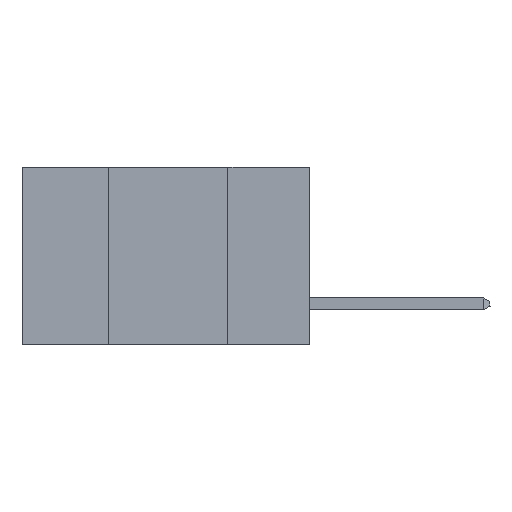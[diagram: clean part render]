
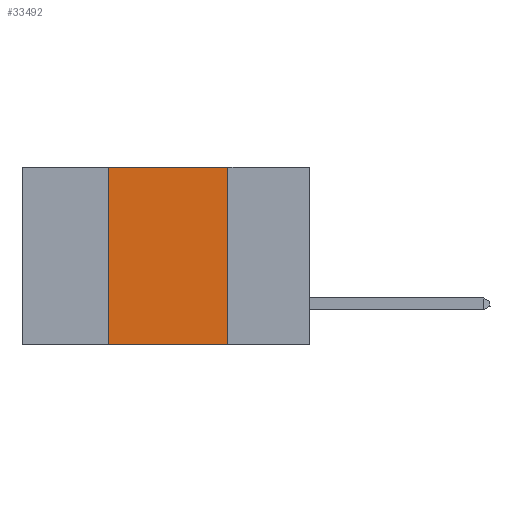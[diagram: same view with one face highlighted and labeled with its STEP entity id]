
A CAD part, left-side view. The second image highlights one B-rep face of the part: STEP entity #33492.
In plain terms, the highlighted planar face has unit normal (-1, 0, 0).
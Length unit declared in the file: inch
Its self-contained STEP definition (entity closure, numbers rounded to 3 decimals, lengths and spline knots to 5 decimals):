
#258 = VERTEX_POINT ( 'NONE', #11086 ) ;
#758 = ORIENTED_EDGE ( 'NONE', *, *, #41664, .F. ) ;
#1524 = ORIENTED_EDGE ( 'NONE', *, *, #23774, .F. ) ;
#2193 = FACE_OUTER_BOUND ( 'NONE', #44660, .T. ) ;
#2579 = AXIS2_PLACEMENT_3D ( 'NONE', #4109, #30913, #49754 ) ;
#4109 = CARTESIAN_POINT ( 'NONE',  ( 0., 0.6, 0. ) ) ;
#10181 = VERTEX_POINT ( 'NONE', #22142 ) ;
#11086 = CARTESIAN_POINT ( 'NONE',  ( 0., 0.17, -0.37 ) ) ;
#11620 = LINE ( 'NONE', #40534, #38582 ) ;
#13565 = ORIENTED_EDGE ( 'NONE', *, *, #47337, .T. ) ;
#14944 = CARTESIAN_POINT ( 'NONE',  ( 0., 0.17, 0. ) ) ;
#15077 = LINE ( 'NONE', #17732, #46965 ) ;
#15750 = EDGE_CURVE ( 'NONE', #29324, #258, #48639, .T. ) ;
#16071 = LINE ( 'NONE', #32074, #31087 ) ;
#17732 = CARTESIAN_POINT ( 'NONE',  ( 0., 0.6, -0.37 ) ) ;
#19843 = VECTOR ( 'NONE', #33582, 39.37008 ) ;
#22142 = CARTESIAN_POINT ( 'NONE',  ( 0., 0.42, 0. ) ) ;
#23774 = EDGE_CURVE ( 'NONE', #49695, #10181, #16071, .T. ) ;
#26011 = CARTESIAN_POINT ( 'NONE',  ( 0., 0.17, 0. ) ) ;
#28753 = DIRECTION ( 'NONE',  ( 0., -1., 0. ) ) ;
#29324 = VERTEX_POINT ( 'NONE', #26011 ) ;
#30596 = PLANE ( 'NONE',  #2579 ) ;
#30913 = DIRECTION ( 'NONE',  ( 1., 0., 0. ) ) ;
#31087 = VECTOR ( 'NONE', #43884, 39.37008 ) ;
#32074 = CARTESIAN_POINT ( 'NONE',  ( 0., 0.42, 0. ) ) ;
#33492 = ADVANCED_FACE ( 'NONE', ( #2193 ), #30596, .F. ) ;
#33582 = DIRECTION ( 'NONE',  ( 0., 0., -1. ) ) ;
#35432 = CARTESIAN_POINT ( 'NONE',  ( 0., 0.42, -0.37 ) ) ;
#38582 = VECTOR ( 'NONE', #28753, 39.37008 ) ;
#40534 = CARTESIAN_POINT ( 'NONE',  ( 0., 0.6, 0. ) ) ;
#41664 = EDGE_CURVE ( 'NONE', #10181, #29324, #11620, .T. ) ;
#43884 = DIRECTION ( 'NONE',  ( 0., 0., 1. ) ) ;
#44660 = EDGE_LOOP ( 'NONE', ( #49283, #758, #1524, #13565 ) ) ;
#46965 = VECTOR ( 'NONE', #48932, 39.37008 ) ;
#47337 = EDGE_CURVE ( 'NONE', #49695, #258, #15077, .T. ) ;
#48639 = LINE ( 'NONE', #14944, #19843 ) ;
#48932 = DIRECTION ( 'NONE',  ( 0., -1., 0. ) ) ;
#49283 = ORIENTED_EDGE ( 'NONE', *, *, #15750, .F. ) ;
#49695 = VERTEX_POINT ( 'NONE', #35432 ) ;
#49754 = DIRECTION ( 'NONE',  ( 0., 0., -1. ) ) ;
